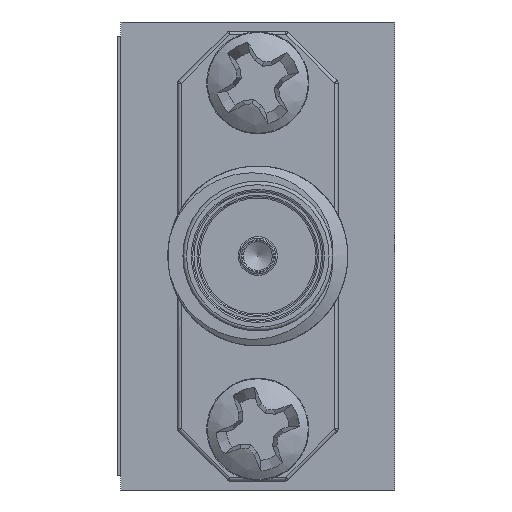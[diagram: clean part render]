
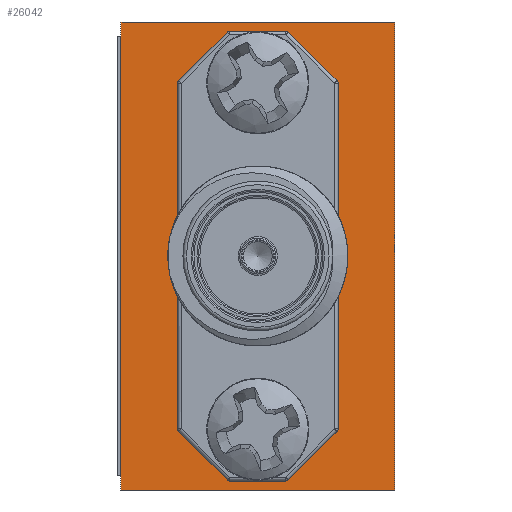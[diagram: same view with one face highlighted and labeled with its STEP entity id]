
A CAD part, left-side view. The second image highlights one B-rep face of the part: STEP entity #26042.
In plain terms, the highlighted planar face has unit normal (-1, 0, 0).
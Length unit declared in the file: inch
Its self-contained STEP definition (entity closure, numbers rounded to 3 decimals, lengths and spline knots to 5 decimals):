
#100 = DIRECTION ( 'NONE',  ( -1., 0., 0. ) ) ;
#320 = CARTESIAN_POINT ( 'NONE',  ( 0., -0.19, -0.325 ) ) ;
#409 = DIRECTION ( 'NONE',  ( 0., 0., 1. ) ) ;
#1408 = CIRCLE ( 'NONE', #30156, 0.006 ) ;
#1763 = CARTESIAN_POINT ( 'NONE',  ( 0., -0.38, 0. ) ) ;
#2147 = FACE_OUTER_BOUND ( 'NONE', #26682, .T. ) ;
#2251 = EDGE_LOOP ( 'NONE', ( #36720 ) ) ;
#2973 = LINE ( 'NONE', #15178, #27628 ) ;
#3041 = EDGE_CURVE ( 'NONE', #8945, #8623, #36254, .T. ) ;
#3183 = EDGE_CURVE ( 'NONE', #8945, #29521, #34645, .T. ) ;
#4311 = VECTOR ( 'NONE', #7788, 39.37008 ) ;
#5358 = DIRECTION ( 'NONE',  ( -1., 0., 0. ) ) ;
#7267 = CARTESIAN_POINT ( 'NONE',  ( 0., 0., -0.65 ) ) ;
#7373 = ORIENTED_EDGE ( 'NONE', *, *, #3183, .F. ) ;
#7788 = DIRECTION ( 'NONE',  ( 0., 0., 1. ) ) ;
#7957 = PLANE ( 'NONE',  #23995 ) ;
#8499 = VECTOR ( 'NONE', #409, 39.37008 ) ;
#8623 = VERTEX_POINT ( 'NONE', #33032 ) ;
#8945 = VERTEX_POINT ( 'NONE', #27337 ) ;
#9918 = ORIENTED_EDGE ( 'NONE', *, *, #10351, .F. ) ;
#10351 = EDGE_CURVE ( 'NONE', #29521, #23150, #38623, .T. ) ;
#14963 = DIRECTION ( 'NONE',  ( 0., 0., 1. ) ) ;
#15178 = CARTESIAN_POINT ( 'NONE',  ( 0., -0.38, 0. ) ) ;
#16501 = ORIENTED_EDGE ( 'NONE', *, *, #34936, .T. ) ;
#19883 = EDGE_CURVE ( 'NONE', #33662, #33662, #1408, .T. ) ;
#20583 = CARTESIAN_POINT ( 'NONE',  ( 0., 0., 0. ) ) ;
#22939 = DIRECTION ( 'NONE',  ( 0., 0., 1. ) ) ;
#23150 = VERTEX_POINT ( 'NONE', #36634 ) ;
#23995 = AXIS2_PLACEMENT_3D ( 'NONE', #1763, #5358, #22939 ) ;
#25568 = CARTESIAN_POINT ( 'NONE',  ( 0., -0.38, -0.65 ) ) ;
#25776 = DIRECTION ( 'NONE',  ( 0., 1., 0. ) ) ;
#26042 = ADVANCED_FACE ( 'NONE', ( #32748, #2147 ), #7957, .T. ) ;
#26682 = EDGE_LOOP ( 'NONE', ( #9918, #7373, #33242, #16501 ) ) ;
#27324 = DIRECTION ( 'NONE',  ( 0., 1., 0. ) ) ;
#27337 = CARTESIAN_POINT ( 'NONE',  ( 0., -0.38, -0.65 ) ) ;
#27612 = CARTESIAN_POINT ( 'NONE',  ( 0., -0.19, -0.319 ) ) ;
#27628 = VECTOR ( 'NONE', #27324, 39.37008 ) ;
#29521 = VERTEX_POINT ( 'NONE', #7267 ) ;
#30156 = AXIS2_PLACEMENT_3D ( 'NONE', #320, #100, #14963 ) ;
#30813 = CARTESIAN_POINT ( 'NONE',  ( 0., -0.38, 0. ) ) ;
#32160 = VECTOR ( 'NONE', #25776, 39.37008 ) ;
#32748 = FACE_BOUND ( 'NONE', #2251, .T. ) ;
#33032 = CARTESIAN_POINT ( 'NONE',  ( 0., -0.38, 0. ) ) ;
#33242 = ORIENTED_EDGE ( 'NONE', *, *, #3041, .T. ) ;
#33662 = VERTEX_POINT ( 'NONE', #27612 ) ;
#34645 = LINE ( 'NONE', #25568, #32160 ) ;
#34936 = EDGE_CURVE ( 'NONE', #8623, #23150, #2973, .T. ) ;
#36254 = LINE ( 'NONE', #30813, #8499 ) ;
#36634 = CARTESIAN_POINT ( 'NONE',  ( 0., 0., 0. ) ) ;
#36720 = ORIENTED_EDGE ( 'NONE', *, *, #19883, .F. ) ;
#38623 = LINE ( 'NONE', #20583, #4311 ) ;
